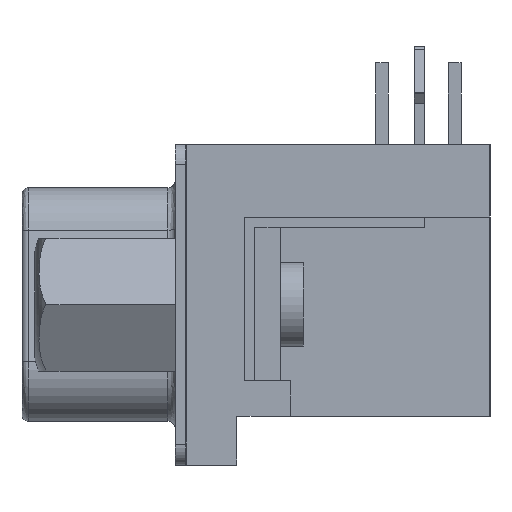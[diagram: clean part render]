
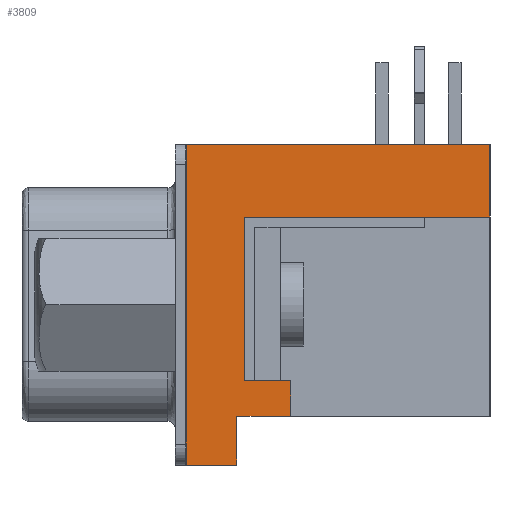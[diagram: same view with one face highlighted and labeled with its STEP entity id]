
A CAD part, left-side view. The second image highlights one B-rep face of the part: STEP entity #3809.
In plain terms, the highlighted planar face has unit normal (-1, 0, 0).
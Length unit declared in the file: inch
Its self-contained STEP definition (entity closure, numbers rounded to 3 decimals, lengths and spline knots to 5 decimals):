
#232 = VERTEX_POINT ( 'NONE', #638 ) ;
#234 = EDGE_CURVE ( 'NONE', #232, #264, #692, .T. ) ;
#244 = EDGE_CURVE ( 'NONE', #264, #257, #673, .T. ) ;
#251 = VERTEX_POINT ( 'NONE', #672 ) ;
#257 = VERTEX_POINT ( 'NONE', #721 ) ;
#262 = EDGE_CURVE ( 'NONE', #257, #251, #705, .T. ) ;
#264 = VERTEX_POINT ( 'NONE', #666 ) ;
#638 = CARTESIAN_POINT ( 'NONE',  ( -0.77047, -0.00079, 0.24705 ) ) ;
#666 = CARTESIAN_POINT ( 'NONE',  ( -0.77047, -0.00079, -0.24705 ) ) ;
#669 = DIRECTION ( 'NONE',  ( 0., -1., 0. ) ) ;
#670 = VECTOR ( 'NONE', #669, 39.37008 ) ;
#671 = CARTESIAN_POINT ( 'NONE',  ( -0.77047, 0., -0.24705 ) ) ;
#672 = CARTESIAN_POINT ( 'NONE',  ( -0.77047, -0.07874, -0.17224 ) ) ;
#673 = LINE ( 'NONE', #671, #670 ) ;
#686 = DIRECTION ( 'NONE',  ( 0., 0., -1. ) ) ;
#687 = VECTOR ( 'NONE', #686, 39.37008 ) ;
#688 = CARTESIAN_POINT ( 'NONE',  ( -0.77047, -0.00079, -0.21555 ) ) ;
#692 = LINE ( 'NONE', #688, #687 ) ;
#702 = DIRECTION ( 'NONE',  ( 0., 0., 1. ) ) ;
#703 = VECTOR ( 'NONE', #702, 39.37008 ) ;
#704 = CARTESIAN_POINT ( 'NONE',  ( -0.77047, -0.07874, -0.21555 ) ) ;
#705 = LINE ( 'NONE', #704, #703 ) ;
#721 = CARTESIAN_POINT ( 'NONE',  ( -0.77047, -0.07874, -0.24705 ) ) ;
#3066 = EDGE_CURVE ( 'NONE', #3088, #5082, #12087, .T. ) ;
#3088 = VERTEX_POINT ( 'NONE', #12068 ) ;
#3792 = ORIENTED_EDGE ( 'NONE', *, *, #262, .T. ) ;
#3794 = EDGE_LOOP ( 'NONE', ( #3805, #3802, #3804, #3806, #3810, #3823, #3792, #3822, #3831, #3830 ) ) ;
#3796 = EDGE_CURVE ( 'NONE', #5123, #3832, #12233, .T. ) ;
#3798 = VERTEX_POINT ( 'NONE', #12175 ) ;
#3802 = ORIENTED_EDGE ( 'NONE', *, *, #3796, .T. ) ;
#3803 = EDGE_CURVE ( 'NONE', #3798, #3832, #12212, .T. ) ;
#3804 = ORIENTED_EDGE ( 'NONE', *, *, #3803, .F. ) ;
#3805 = ORIENTED_EDGE ( 'NONE', *, *, #5121, .T. ) ;
#3806 = ORIENTED_EDGE ( 'NONE', *, *, #3828, .F. ) ;
#3809 = ADVANCED_FACE ( 'NONE', ( #12208 ), #12266, .T. ) ;
#3810 = ORIENTED_EDGE ( 'NONE', *, *, #234, .T. ) ;
#3822 = ORIENTED_EDGE ( 'NONE', *, *, #3833, .F. ) ;
#3823 = ORIENTED_EDGE ( 'NONE', *, *, #244, .T. ) ;
#3828 = EDGE_CURVE ( 'NONE', #232, #3798, #12285, .T. ) ;
#3830 = ORIENTED_EDGE ( 'NONE', *, *, #5135, .T. ) ;
#3831 = ORIENTED_EDGE ( 'NONE', *, *, #3066, .T. ) ;
#3832 = VERTEX_POINT ( 'NONE', #12293 ) ;
#3833 = EDGE_CURVE ( 'NONE', #3088, #251, #12288, .T. ) ;
#5082 = VERTEX_POINT ( 'NONE', #13859 ) ;
#5093 = VERTEX_POINT ( 'NONE', #13882 ) ;
#5121 = EDGE_CURVE ( 'NONE', #5093, #5123, #13940, .T. ) ;
#5123 = VERTEX_POINT ( 'NONE', #13958 ) ;
#5135 = EDGE_CURVE ( 'NONE', #5082, #5093, #13979, .T. ) ;
#12068 = CARTESIAN_POINT ( 'NONE',  ( -0.77047, -0.16142, -0.17224 ) ) ;
#12084 = DIRECTION ( 'NONE',  ( 0., 0., 1. ) ) ;
#12085 = VECTOR ( 'NONE', #12084, 39.37008 ) ;
#12086 = CARTESIAN_POINT ( 'NONE',  ( -0.77047, -0.16142, -0.21555 ) ) ;
#12087 = LINE ( 'NONE', #12086, #12085 ) ;
#12175 = CARTESIAN_POINT ( 'NONE',  ( -0.77047, -0.4685, 0.24705 ) ) ;
#12176 = CARTESIAN_POINT ( 'NONE',  ( -0.77047, 0., -0.21555 ) ) ;
#12208 = FACE_OUTER_BOUND ( 'NONE', #3794, .T. ) ;
#12209 = DIRECTION ( 'NONE',  ( 0., 0., -1. ) ) ;
#12210 = VECTOR ( 'NONE', #12209, 39.37008 ) ;
#12211 = CARTESIAN_POINT ( 'NONE',  ( -0.77047, -0.4685, 0.24705 ) ) ;
#12212 = LINE ( 'NONE', #12211, #12210 ) ;
#12217 = AXIS2_PLACEMENT_3D ( 'NONE', #12176, #12261, #12260 ) ;
#12228 = DIRECTION ( 'NONE',  ( 0., -1., 0. ) ) ;
#12229 = VECTOR ( 'NONE', #12228, 39.37008 ) ;
#12232 = CARTESIAN_POINT ( 'NONE',  ( -0.77047, -0.4685, 0.13484 ) ) ;
#12233 = LINE ( 'NONE', #12232, #12229 ) ;
#12260 = DIRECTION ( 'NONE',  ( 0., 0., 1. ) ) ;
#12261 = DIRECTION ( 'NONE',  ( -1., 0., 0. ) ) ;
#12266 = PLANE ( 'NONE',  #12217 ) ;
#12278 = DIRECTION ( 'NONE',  ( 0., 1., 0. ) ) ;
#12279 = VECTOR ( 'NONE', #12278, 39.37008 ) ;
#12282 = DIRECTION ( 'NONE',  ( 0., -1., 0. ) ) ;
#12283 = VECTOR ( 'NONE', #12282, 39.37008 ) ;
#12284 = CARTESIAN_POINT ( 'NONE',  ( -0.77047, 0., 0.24705 ) ) ;
#12285 = LINE ( 'NONE', #12284, #12283 ) ;
#12287 = CARTESIAN_POINT ( 'NONE',  ( -0.77047, -0.4685, -0.17224 ) ) ;
#12288 = LINE ( 'NONE', #12287, #12279 ) ;
#12293 = CARTESIAN_POINT ( 'NONE',  ( -0.77047, -0.4685, 0.13484 ) ) ;
#13859 = CARTESIAN_POINT ( 'NONE',  ( -0.77047, -0.16142, -0.11713 ) ) ;
#13882 = CARTESIAN_POINT ( 'NONE',  ( -0.77047, -0.09055, -0.11713 ) ) ;
#13932 = DIRECTION ( 'NONE',  ( 0., 0., 1. ) ) ;
#13933 = VECTOR ( 'NONE', #13932, 39.37008 ) ;
#13934 = CARTESIAN_POINT ( 'NONE',  ( -0.77047, -0.09055, -0.21555 ) ) ;
#13940 = LINE ( 'NONE', #13934, #13933 ) ;
#13958 = CARTESIAN_POINT ( 'NONE',  ( -0.77047, -0.09055, 0.13484 ) ) ;
#13974 = DIRECTION ( 'NONE',  ( 0., 1., 0. ) ) ;
#13975 = VECTOR ( 'NONE', #13974, 39.37008 ) ;
#13976 = CARTESIAN_POINT ( 'NONE',  ( -0.77047, 0., -0.11713 ) ) ;
#13979 = LINE ( 'NONE', #13976, #13975 ) ;
